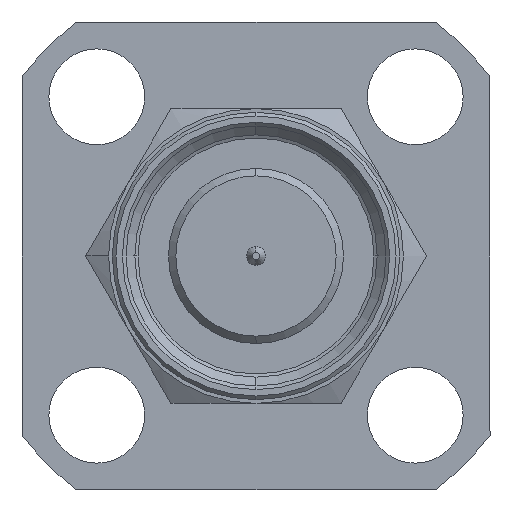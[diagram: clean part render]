
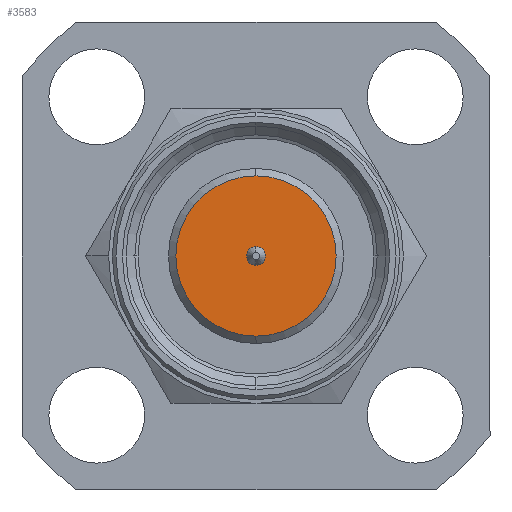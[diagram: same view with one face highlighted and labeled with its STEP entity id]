
A CAD part, left-side view. The second image highlights one B-rep face of the part: STEP entity #3583.
In plain terms, the highlighted planar face has unit normal (-1, 0, 0).
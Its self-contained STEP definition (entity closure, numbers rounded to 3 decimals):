
#1 = CARTESIAN_POINT ( 'NONE',  ( 2.4, 0., -2.175 ) ) ;
#13 = CIRCLE ( 'NONE', #2052, 2.175 ) ;
#167 = EDGE_CURVE ( 'NONE', #3125, #2894, #3396, .T. ) ;
#198 = CARTESIAN_POINT ( 'NONE',  ( 2.4, 0., 0.255 ) ) ;
#342 = DIRECTION ( 'NONE',  ( 0., 0., 1. ) ) ;
#454 = EDGE_LOOP ( 'NONE', ( #833, #1133 ) ) ;
#602 = CIRCLE ( 'NONE', #2475, 0.255 ) ;
#610 = CARTESIAN_POINT ( 'NONE',  ( 2.4, 0., 0. ) ) ;
#833 = ORIENTED_EDGE ( 'NONE', *, *, #167, .T. ) ;
#861 = EDGE_CURVE ( 'NONE', #2922, #3003, #2608, .T. ) ;
#862 = FACE_OUTER_BOUND ( 'NONE', #454, .T. ) ;
#917 = DIRECTION ( 'NONE',  ( -1., 0., 0. ) ) ;
#980 = AXIS2_PLACEMENT_3D ( 'NONE', #610, #1749, #3492 ) ;
#1046 = ORIENTED_EDGE ( 'NONE', *, *, #861, .F. ) ;
#1133 = ORIENTED_EDGE ( 'NONE', *, *, #3110, .T. ) ;
#1189 = PLANE ( 'NONE',  #2419 ) ;
#1408 = CARTESIAN_POINT ( 'NONE',  ( 2.4, 0.255, 0. ) ) ;
#1440 = FACE_BOUND ( 'NONE', #2225, .T. ) ;
#1731 = ORIENTED_EDGE ( 'NONE', *, *, #2088, .F. ) ;
#1749 = DIRECTION ( 'NONE',  ( -1., 0., 0. ) ) ;
#1766 = DIRECTION ( 'NONE',  ( -1., 0., 0. ) ) ;
#1875 = DIRECTION ( 'NONE',  ( 0., 0., 1. ) ) ;
#1950 = DIRECTION ( 'NONE',  ( -1., 0., 0. ) ) ;
#2052 = AXIS2_PLACEMENT_3D ( 'NONE', #3203, #1766, #342 ) ;
#2088 = EDGE_CURVE ( 'NONE', #3003, #2922, #602, .T. ) ;
#2111 = CARTESIAN_POINT ( 'NONE',  ( 2.4, 0., 2.175 ) ) ;
#2225 = EDGE_LOOP ( 'NONE', ( #1731, #1046 ) ) ;
#2248 = AXIS2_PLACEMENT_3D ( 'NONE', #3318, #1950, #2811 ) ;
#2419 = AXIS2_PLACEMENT_3D ( 'NONE', #1408, #917, #3124 ) ;
#2475 = AXIS2_PLACEMENT_3D ( 'NONE', #3010, #3064, #1875 ) ;
#2608 = CIRCLE ( 'NONE', #980, 0.255 ) ;
#2811 = DIRECTION ( 'NONE',  ( 0., 0., 1. ) ) ;
#2894 = VERTEX_POINT ( 'NONE', #2111 ) ;
#2922 = VERTEX_POINT ( 'NONE', #3321 ) ;
#3003 = VERTEX_POINT ( 'NONE', #198 ) ;
#3010 = CARTESIAN_POINT ( 'NONE',  ( 2.4, 0., 0. ) ) ;
#3064 = DIRECTION ( 'NONE',  ( -1., 0., 0. ) ) ;
#3110 = EDGE_CURVE ( 'NONE', #2894, #3125, #13, .T. ) ;
#3124 = DIRECTION ( 'NONE',  ( 0., 0., 1. ) ) ;
#3125 = VERTEX_POINT ( 'NONE', #1 ) ;
#3203 = CARTESIAN_POINT ( 'NONE',  ( 2.4, 0., 0. ) ) ;
#3318 = CARTESIAN_POINT ( 'NONE',  ( 2.4, 0., 0. ) ) ;
#3321 = CARTESIAN_POINT ( 'NONE',  ( 2.4, 0., -0.255 ) ) ;
#3396 = CIRCLE ( 'NONE', #2248, 2.175 ) ;
#3492 = DIRECTION ( 'NONE',  ( 0., 0., 1. ) ) ;
#3583 = ADVANCED_FACE ( 'NONE', ( #862, #1440 ), #1189, .T. ) ;
